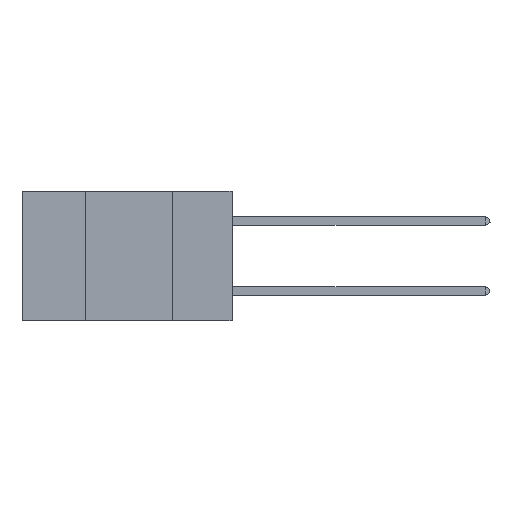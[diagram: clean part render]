
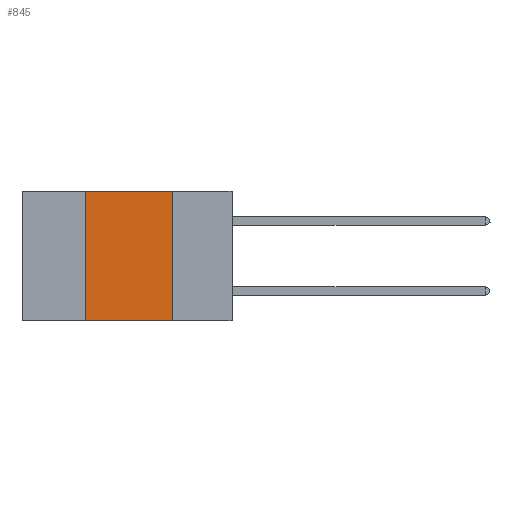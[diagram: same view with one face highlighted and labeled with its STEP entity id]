
A CAD part, left-side view. The second image highlights one B-rep face of the part: STEP entity #845.
In plain terms, the highlighted planar face has unit normal (-1, 0, 0).
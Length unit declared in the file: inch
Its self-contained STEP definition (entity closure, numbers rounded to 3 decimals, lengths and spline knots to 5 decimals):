
#450 = DIRECTION ( 'NONE',  ( 1., 0., 0. ) ) ;
#618 = ORIENTED_EDGE ( 'NONE', *, *, #16600, .T. ) ;
#690 = CARTESIAN_POINT ( 'NONE',  ( 0., 0.42, -0.37 ) ) ;
#770 = EDGE_LOOP ( 'NONE', ( #1823, #9843, #5894, #618 ) ) ;
#845 = ADVANCED_FACE ( 'NONE', ( #1041 ), #3204, .F. ) ;
#1041 = FACE_OUTER_BOUND ( 'NONE', #770, .T. ) ;
#1043 = CARTESIAN_POINT ( 'NONE',  ( 0., 0.17, 0. ) ) ;
#1256 = VECTOR ( 'NONE', #7695, 39.37008 ) ;
#1823 = ORIENTED_EDGE ( 'NONE', *, *, #5509, .F. ) ;
#3204 = PLANE ( 'NONE',  #17178 ) ;
#4101 = VERTEX_POINT ( 'NONE', #12080 ) ;
#4311 = CARTESIAN_POINT ( 'NONE',  ( 0., 0.6, 0. ) ) ;
#4562 = CARTESIAN_POINT ( 'NONE',  ( 0., 0.17, -0.37 ) ) ;
#5316 = VERTEX_POINT ( 'NONE', #690 ) ;
#5509 = EDGE_CURVE ( 'NONE', #4101, #6986, #16935, .T. ) ;
#5894 = ORIENTED_EDGE ( 'NONE', *, *, #6698, .F. ) ;
#6698 = EDGE_CURVE ( 'NONE', #5316, #18701, #7953, .T. ) ;
#6986 = VERTEX_POINT ( 'NONE', #4562 ) ;
#7695 = DIRECTION ( 'NONE',  ( 0., -1., 0. ) ) ;
#7953 = LINE ( 'NONE', #11743, #15687 ) ;
#8291 = CARTESIAN_POINT ( 'NONE',  ( 0., 0.6, -0.37 ) ) ;
#9246 = DIRECTION ( 'NONE',  ( 0., 0., -1. ) ) ;
#9646 = DIRECTION ( 'NONE',  ( 0., 0., -1. ) ) ;
#9843 = ORIENTED_EDGE ( 'NONE', *, *, #12500, .F. ) ;
#11743 = CARTESIAN_POINT ( 'NONE',  ( 0., 0.42, 0. ) ) ;
#12080 = CARTESIAN_POINT ( 'NONE',  ( 0., 0.17, 0. ) ) ;
#12500 = EDGE_CURVE ( 'NONE', #18701, #4101, #13459, .T. ) ;
#12817 = VECTOR ( 'NONE', #9246, 39.37008 ) ;
#13099 = VECTOR ( 'NONE', #17514, 39.37008 ) ;
#13287 = DIRECTION ( 'NONE',  ( 0., 0., 1. ) ) ;
#13459 = LINE ( 'NONE', #16944, #1256 ) ;
#15687 = VECTOR ( 'NONE', #13287, 39.37008 ) ;
#16600 = EDGE_CURVE ( 'NONE', #5316, #6986, #17215, .T. ) ;
#16935 = LINE ( 'NONE', #1043, #12817 ) ;
#16944 = CARTESIAN_POINT ( 'NONE',  ( 0., 0.6, 0. ) ) ;
#17178 = AXIS2_PLACEMENT_3D ( 'NONE', #4311, #450, #9646 ) ;
#17215 = LINE ( 'NONE', #8291, #13099 ) ;
#17514 = DIRECTION ( 'NONE',  ( 0., -1., 0. ) ) ;
#18459 = CARTESIAN_POINT ( 'NONE',  ( 0., 0.42, 0. ) ) ;
#18701 = VERTEX_POINT ( 'NONE', #18459 ) ;
